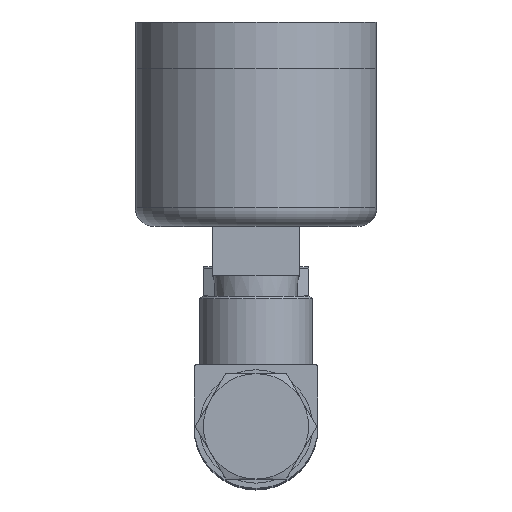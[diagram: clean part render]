
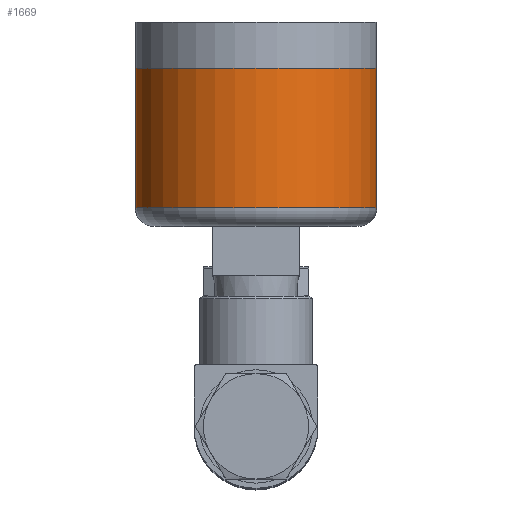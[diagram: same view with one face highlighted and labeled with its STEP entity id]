
A CAD part, top view. The second image highlights one B-rep face of the part: STEP entity #1669.
In plain terms, the highlighted cylindrical face has radius 19.5 mm (diameter 39 mm), a full revolution.
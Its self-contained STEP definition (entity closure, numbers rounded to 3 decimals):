
#102=CYLINDRICAL_SURFACE('',#1944,19.5);
#618=ORIENTED_EDGE('',*,*,#847,.F.);
#619=ORIENTED_EDGE('',*,*,#846,.T.);
#846=EDGE_CURVE('',#1002,#1002,#1106,.T.);
#847=EDGE_CURVE('',#1003,#1003,#1107,.T.);
#1002=VERTEX_POINT('',#3169);
#1003=VERTEX_POINT('',#3172);
#1106=CIRCLE('',#1943,19.5);
#1107=CIRCLE('',#1945,19.5);
#1289=EDGE_LOOP('',(#618));
#1290=EDGE_LOOP('',(#619));
#1498=FACE_BOUND('',#1289,.T.);
#1499=FACE_BOUND('',#1290,.T.);
#1669=ADVANCED_FACE('',(#1498,#1499),#102,.T.);
#1943=AXIS2_PLACEMENT_3D('',#3168,#2372,#2373);
#1944=AXIS2_PLACEMENT_3D('',#3170,#2374,#2375);
#1945=AXIS2_PLACEMENT_3D('',#3171,#2376,#2377);
#2372=DIRECTION('',(1.,0.,0.));
#2373=DIRECTION('',(0.,0.,-1.));
#2374=DIRECTION('',(1.,0.,0.));
#2375=DIRECTION('',(0.,0.,-1.));
#2376=DIRECTION('',(1.,0.,0.));
#2377=DIRECTION('',(0.,0.,-1.));
#3168=CARTESIAN_POINT('',(-33.5,0.,0.));
#3169=CARTESIAN_POINT('',(-33.5,0.,-19.5));
#3170=CARTESIAN_POINT('',(-8.,0.,0.));
#3171=CARTESIAN_POINT('',(-11.,0.,0.));
#3172=CARTESIAN_POINT('',(-11.,0.,-19.5));
